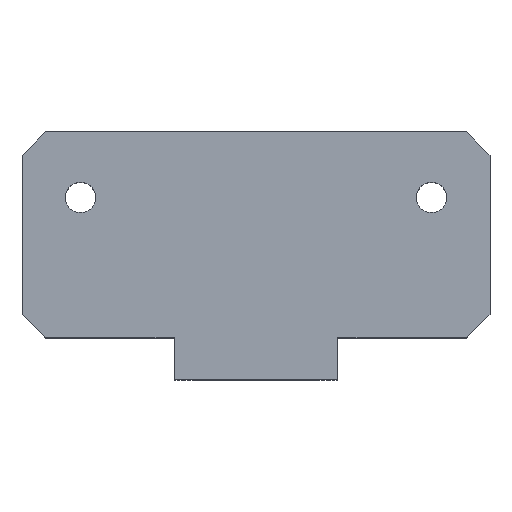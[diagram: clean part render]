
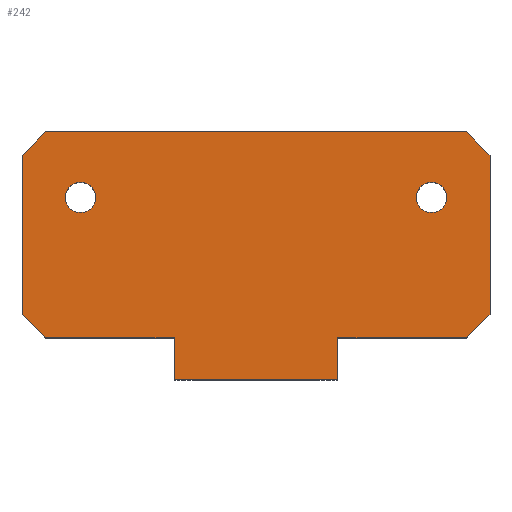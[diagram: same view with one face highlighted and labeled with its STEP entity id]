
A CAD part, top view. The second image highlights one B-rep face of the part: STEP entity #242.
In plain terms, the highlighted planar face has unit normal (0, 0, 1).
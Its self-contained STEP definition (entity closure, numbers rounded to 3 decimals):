
#8 = CARTESIAN_POINT ( 'NONE',  ( 37.5, 38.984, 15. ) ) ;
#14 = EDGE_CURVE ( 'NONE', #595, #160, #634, .T. ) ;
#15 = CARTESIAN_POINT ( 'NONE',  ( -50., 53., 15. ) ) ;
#17 = CARTESIAN_POINT ( 'NONE',  ( -50., 0., 15. ) ) ;
#21 = ORIENTED_EDGE ( 'NONE', *, *, #679, .F. ) ;
#22 = LINE ( 'NONE', #72, #712 ) ;
#29 = DIRECTION ( 'NONE',  ( 0., -1., 0. ) ) ;
#34 = CARTESIAN_POINT ( 'NONE',  ( -45., 9., 15. ) ) ;
#36 = VERTEX_POINT ( 'NONE', #255 ) ;
#64 = CARTESIAN_POINT ( 'NONE',  ( 17.5, 9., 15. ) ) ;
#69 = VERTEX_POINT ( 'NONE', #699 ) ;
#72 = CARTESIAN_POINT ( 'NONE',  ( -45., 53., 15. ) ) ;
#77 = EDGE_CURVE ( 'NONE', #132, #376, #455, .T. ) ;
#81 = DIRECTION ( 'NONE',  ( 1., 0., 0. ) ) ;
#86 = DIRECTION ( 'NONE',  ( 1., 0., 0. ) ) ;
#87 = CARTESIAN_POINT ( 'NONE',  ( -50., 53., 15. ) ) ;
#95 = EDGE_LOOP ( 'NONE', ( #834, #165, #391, #284, #812, #21, #443, #543, #565, #867, #644, #632 ) ) ;
#116 = VERTEX_POINT ( 'NONE', #34 ) ;
#132 = VERTEX_POINT ( 'NONE', #183 ) ;
#135 = LINE ( 'NONE', #406, #669 ) ;
#143 = VERTEX_POINT ( 'NONE', #395 ) ;
#154 = VECTOR ( 'NONE', #750, 1000. ) ;
#156 = LINE ( 'NONE', #15, #707 ) ;
#160 = VERTEX_POINT ( 'NONE', #585 ) ;
#164 = DIRECTION ( 'NONE',  ( 0., 0., 1. ) ) ;
#165 = ORIENTED_EDGE ( 'NONE', *, *, #911, .T. ) ;
#171 = CARTESIAN_POINT ( 'NONE',  ( -45., 9., 15. ) ) ;
#173 = AXIS2_PLACEMENT_3D ( 'NONE', #87, #229, #805 ) ;
#176 = AXIS2_PLACEMENT_3D ( 'NONE', #794, #722, #81 ) ;
#178 = CARTESIAN_POINT ( 'NONE',  ( 37.5, 38.984, 15. ) ) ;
#183 = CARTESIAN_POINT ( 'NONE',  ( -45., 53., 15. ) ) ;
#186 = VECTOR ( 'NONE', #29, 1000. ) ;
#208 = LINE ( 'NONE', #908, #292 ) ;
#222 = DIRECTION ( 'NONE',  ( 0., -1., 0. ) ) ;
#229 = DIRECTION ( 'NONE',  ( 0., 0., -1. ) ) ;
#238 = CARTESIAN_POINT ( 'NONE',  ( -17.5, 9., 15. ) ) ;
#242 = ADVANCED_FACE ( 'NONE', ( #438, #730, #582 ), #869, .F. ) ;
#243 = CARTESIAN_POINT ( 'NONE',  ( 45., 9., 15. ) ) ;
#254 = DIRECTION ( 'NONE',  ( 0.707, -0.707, 0. ) ) ;
#255 = CARTESIAN_POINT ( 'NONE',  ( -34.25, 38.984, 15. ) ) ;
#259 = EDGE_CURVE ( 'NONE', #904, #376, #508, .T. ) ;
#260 = LINE ( 'NONE', #243, #154 ) ;
#268 = VECTOR ( 'NONE', #787, 1000. ) ;
#279 = VECTOR ( 'NONE', #866, 1000. ) ;
#284 = ORIENTED_EDGE ( 'NONE', *, *, #845, .T. ) ;
#292 = VECTOR ( 'NONE', #493, 1000. ) ;
#337 = AXIS2_PLACEMENT_3D ( 'NONE', #8, #571, #86 ) ;
#341 = EDGE_CURVE ( 'NONE', #668, #494, #874, .T. ) ;
#345 = AXIS2_PLACEMENT_3D ( 'NONE', #178, #380, #894 ) ;
#355 = VERTEX_POINT ( 'NONE', #731 ) ;
#356 = DIRECTION ( 'NONE',  ( -0.707, -0.707, 0. ) ) ;
#376 = VERTEX_POINT ( 'NONE', #739 ) ;
#380 = DIRECTION ( 'NONE',  ( 0., 0., 1. ) ) ;
#383 = CARTESIAN_POINT ( 'NONE',  ( -50., 53., 15. ) ) ;
#389 = DIRECTION ( 'NONE',  ( 1., 0., 0. ) ) ;
#391 = ORIENTED_EDGE ( 'NONE', *, *, #693, .F. ) ;
#392 = AXIS2_PLACEMENT_3D ( 'NONE', #806, #164, #502 ) ;
#394 = CARTESIAN_POINT ( 'NONE',  ( -40.75, 38.984, 15. ) ) ;
#395 = CARTESIAN_POINT ( 'NONE',  ( -50., 48., 15. ) ) ;
#404 = ORIENTED_EDGE ( 'NONE', *, *, #786, .F. ) ;
#406 = CARTESIAN_POINT ( 'NONE',  ( -50., 9., 15. ) ) ;
#408 = VECTOR ( 'NONE', #389, 1000. ) ;
#409 = EDGE_CURVE ( 'NONE', #863, #36, #605, .T. ) ;
#412 = CIRCLE ( 'NONE', #176, 3.25 ) ;
#414 = CARTESIAN_POINT ( 'NONE',  ( -17.5, 0., 15. ) ) ;
#423 = DIRECTION ( 'NONE',  ( -1., 0., 0. ) ) ;
#438 = FACE_OUTER_BOUND ( 'NONE', #95, .T. ) ;
#443 = ORIENTED_EDGE ( 'NONE', *, *, #661, .F. ) ;
#455 = LINE ( 'NONE', #383, #408 ) ;
#474 = ORIENTED_EDGE ( 'NONE', *, *, #409, .F. ) ;
#493 = DIRECTION ( 'NONE',  ( -1., 0., 0. ) ) ;
#494 = VERTEX_POINT ( 'NONE', #539 ) ;
#502 = DIRECTION ( 'NONE',  ( 1., 0., 0. ) ) ;
#508 = LINE ( 'NONE', #594, #279 ) ;
#539 = CARTESIAN_POINT ( 'NONE',  ( 17.5, 0., 15. ) ) ;
#543 = ORIENTED_EDGE ( 'NONE', *, *, #912, .T. ) ;
#564 = LINE ( 'NONE', #705, #268 ) ;
#565 = ORIENTED_EDGE ( 'NONE', *, *, #591, .F. ) ;
#569 = ORIENTED_EDGE ( 'NONE', *, *, #737, .F. ) ;
#571 = DIRECTION ( 'NONE',  ( 0., 0., 1. ) ) ;
#578 = CARTESIAN_POINT ( 'NONE',  ( 17.5, 9., 15. ) ) ;
#582 = FACE_BOUND ( 'NONE', #785, .T. ) ;
#585 = CARTESIAN_POINT ( 'NONE',  ( 34.25, 38.984, 15. ) ) ;
#591 = EDGE_CURVE ( 'NONE', #904, #603, #564, .T. ) ;
#594 = CARTESIAN_POINT ( 'NONE',  ( 45., 53., 15. ) ) ;
#595 = VERTEX_POINT ( 'NONE', #708 ) ;
#603 = VERTEX_POINT ( 'NONE', #778 ) ;
#605 = CIRCLE ( 'NONE', #392, 3.25 ) ;
#621 = EDGE_LOOP ( 'NONE', ( #404, #474 ) ) ;
#625 = DIRECTION ( 'NONE',  ( 0., -1., 0. ) ) ;
#632 = ORIENTED_EDGE ( 'NONE', *, *, #831, .T. ) ;
#634 = CIRCLE ( 'NONE', #345, 3.25 ) ;
#644 = ORIENTED_EDGE ( 'NONE', *, *, #77, .F. ) ;
#661 = EDGE_CURVE ( 'NONE', #701, #753, #135, .T. ) ;
#663 = DIRECTION ( 'NONE',  ( 1., 0., 0. ) ) ;
#668 = VERTEX_POINT ( 'NONE', #414 ) ;
#669 = VECTOR ( 'NONE', #423, 1000. ) ;
#679 = EDGE_CURVE ( 'NONE', #753, #494, #710, .T. ) ;
#693 = EDGE_CURVE ( 'NONE', #69, #116, #208, .T. ) ;
#699 = CARTESIAN_POINT ( 'NONE',  ( -17.5, 9., 15. ) ) ;
#701 = VERTEX_POINT ( 'NONE', #719 ) ;
#705 = CARTESIAN_POINT ( 'NONE',  ( 50., 53., 15. ) ) ;
#707 = VECTOR ( 'NONE', #222, 1000. ) ;
#708 = CARTESIAN_POINT ( 'NONE',  ( 40.75, 38.984, 15. ) ) ;
#710 = LINE ( 'NONE', #64, #822 ) ;
#712 = VECTOR ( 'NONE', #356, 1000. ) ;
#719 = CARTESIAN_POINT ( 'NONE',  ( 45., 9., 15. ) ) ;
#722 = DIRECTION ( 'NONE',  ( 0., 0., 1. ) ) ;
#730 = FACE_BOUND ( 'NONE', #621, .T. ) ;
#731 = CARTESIAN_POINT ( 'NONE',  ( -50., 14., 15. ) ) ;
#737 = EDGE_CURVE ( 'NONE', #160, #595, #789, .T. ) ;
#739 = CARTESIAN_POINT ( 'NONE',  ( 45., 53., 15. ) ) ;
#741 = ORIENTED_EDGE ( 'NONE', *, *, #14, .F. ) ;
#750 = DIRECTION ( 'NONE',  ( 0.707, 0.707, 0. ) ) ;
#753 = VERTEX_POINT ( 'NONE', #578 ) ;
#772 = EDGE_CURVE ( 'NONE', #143, #355, #156, .T. ) ;
#778 = CARTESIAN_POINT ( 'NONE',  ( 50., 14., 15. ) ) ;
#785 = EDGE_LOOP ( 'NONE', ( #741, #569 ) ) ;
#786 = EDGE_CURVE ( 'NONE', #36, #863, #412, .T. ) ;
#787 = DIRECTION ( 'NONE',  ( 0., -1., 0. ) ) ;
#789 = CIRCLE ( 'NONE', #337, 3.25 ) ;
#794 = CARTESIAN_POINT ( 'NONE',  ( -37.5, 38.984, 15. ) ) ;
#802 = VECTOR ( 'NONE', #663, 1000. ) ;
#805 = DIRECTION ( 'NONE',  ( -1., 0., 0. ) ) ;
#806 = CARTESIAN_POINT ( 'NONE',  ( -37.5, 38.984, 15. ) ) ;
#812 = ORIENTED_EDGE ( 'NONE', *, *, #341, .T. ) ;
#822 = VECTOR ( 'NONE', #625, 1000. ) ;
#827 = LINE ( 'NONE', #171, #918 ) ;
#831 = EDGE_CURVE ( 'NONE', #132, #143, #22, .T. ) ;
#834 = ORIENTED_EDGE ( 'NONE', *, *, #772, .T. ) ;
#845 = EDGE_CURVE ( 'NONE', #69, #668, #884, .T. ) ;
#863 = VERTEX_POINT ( 'NONE', #394 ) ;
#866 = DIRECTION ( 'NONE',  ( -0.707, 0.707, 0. ) ) ;
#867 = ORIENTED_EDGE ( 'NONE', *, *, #259, .T. ) ;
#869 = PLANE ( 'NONE',  #173 ) ;
#874 = LINE ( 'NONE', #17, #802 ) ;
#884 = LINE ( 'NONE', #238, #186 ) ;
#887 = CARTESIAN_POINT ( 'NONE',  ( 50., 48., 15. ) ) ;
#894 = DIRECTION ( 'NONE',  ( 1., 0., 0. ) ) ;
#904 = VERTEX_POINT ( 'NONE', #887 ) ;
#908 = CARTESIAN_POINT ( 'NONE',  ( -50., 9., 15. ) ) ;
#911 = EDGE_CURVE ( 'NONE', #355, #116, #827, .T. ) ;
#912 = EDGE_CURVE ( 'NONE', #701, #603, #260, .T. ) ;
#918 = VECTOR ( 'NONE', #254, 1000. ) ;
